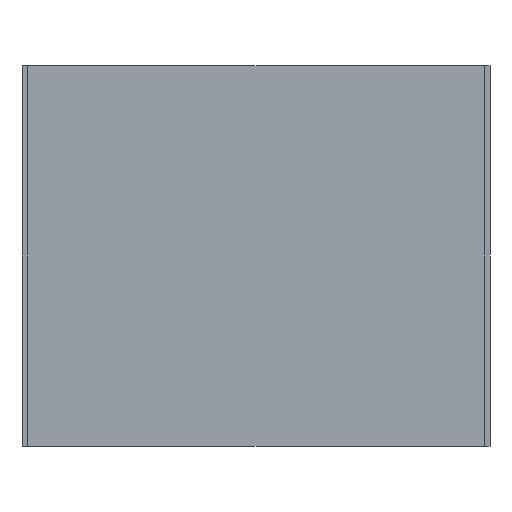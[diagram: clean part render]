
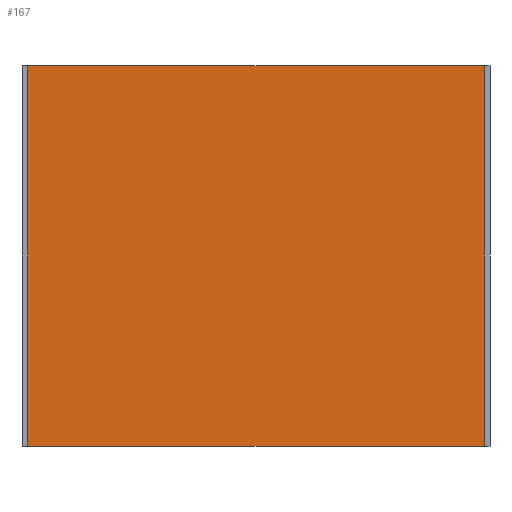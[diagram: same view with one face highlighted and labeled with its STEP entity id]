
A CAD part, front view. The second image highlights one B-rep face of the part: STEP entity #167.
In plain terms, the highlighted planar face has unit normal (0, -1, 0).
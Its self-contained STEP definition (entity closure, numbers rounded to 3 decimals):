
#1=DIRECTION('',(1.,0.,0.));
#2=VECTOR('',#1,151.2);
#3=CARTESIAN_POINT('',(-75.6,0.,0.));
#4=LINE('',#3,#2);
#33=DIRECTION('',(0.,0.,1.));
#34=VECTOR('',#33,126.);
#35=CARTESIAN_POINT('',(-75.6,0.,0.));
#36=LINE('',#35,#34);
#61=DIRECTION('',(0.,0.,1.));
#62=VECTOR('',#61,126.);
#63=CARTESIAN_POINT('',(75.6,0.,0.));
#64=LINE('',#63,#62);
#65=DIRECTION('',(1.,0.,0.));
#66=VECTOR('',#65,151.2);
#67=CARTESIAN_POINT('',(-75.6,0.,126.));
#68=LINE('',#67,#66);
#97=CARTESIAN_POINT('',(-75.6,0.,0.));
#98=CARTESIAN_POINT('',(75.6,0.,0.));
#99=VERTEX_POINT('',#97);
#100=VERTEX_POINT('',#98);
#113=CARTESIAN_POINT('',(-75.6,0.,126.));
#114=CARTESIAN_POINT('',(75.6,0.,126.));
#115=VERTEX_POINT('',#113);
#116=VERTEX_POINT('',#114);
#153=CARTESIAN_POINT('',(-75.6,0.,0.));
#154=DIRECTION('',(0.,-1.,0.));
#155=DIRECTION('',(1.,0.,0.));
#156=AXIS2_PLACEMENT_3D('',#153,#154,#155);
#157=PLANE('',#156);
#158=ORIENTED_EDGE('',*,*,#134,.F.);
#160=ORIENTED_EDGE('',*,*,#159,.T.);
#162=ORIENTED_EDGE('',*,*,#161,.T.);
#164=ORIENTED_EDGE('',*,*,#163,.F.);
#165=EDGE_LOOP('',(#158,#160,#162,#164));
#166=FACE_OUTER_BOUND('',#165,.F.);
#167=ADVANCED_FACE('',(#166),#157,.T.);
#134=EDGE_CURVE('',#99,#100,#4,.T.);
#159=EDGE_CURVE('',#99,#115,#36,.T.);
#161=EDGE_CURVE('',#115,#116,#68,.T.);
#163=EDGE_CURVE('',#100,#116,#64,.T.);
